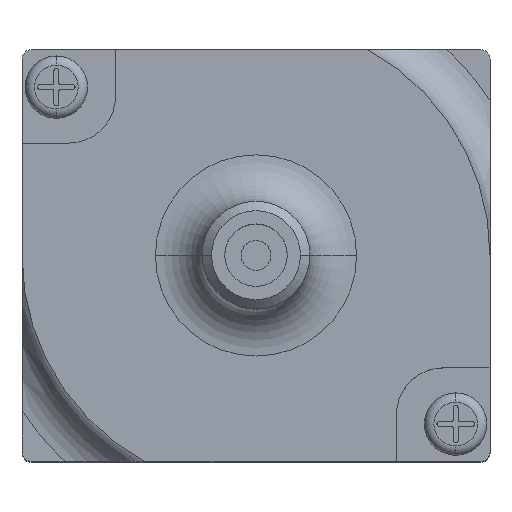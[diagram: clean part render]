
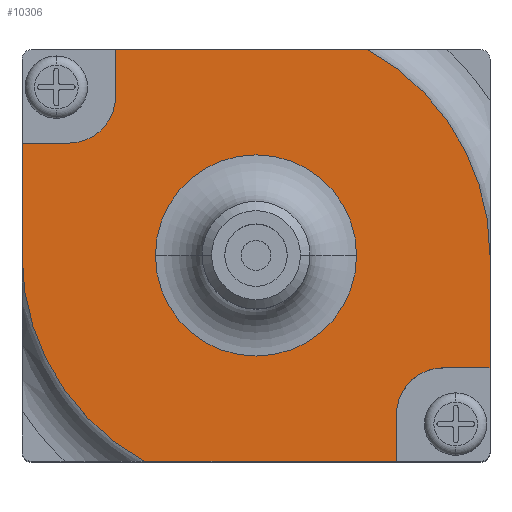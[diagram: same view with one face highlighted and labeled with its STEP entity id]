
A CAD part, top view. The second image highlights one B-rep face of the part: STEP entity #10306.
In plain terms, the highlighted planar face has unit normal (0, 0, 1).
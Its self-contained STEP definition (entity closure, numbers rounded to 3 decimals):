
#8211=DIRECTION('',(1.,0.,0.));
#8212=VECTOR('',#8211,1.5);
#8213=CARTESIAN_POINT('',(-7.5,3.6,0.));
#8214=LINE('',#8213,#8212);
#8215=CARTESIAN_POINT('',(-6.,5.1,0.));
#8216=DIRECTION('',(0.,0.,1.));
#8217=DIRECTION('',(0.,-1.,0.));
#8218=AXIS2_PLACEMENT_3D('',#8215,#8216,#8217);
#8220=DIRECTION('',(0.,-1.,0.));
#8221=VECTOR('',#8220,1.5);
#8222=CARTESIAN_POINT('',(-4.5,6.6,0.));
#8223=LINE('',#8222,#8221);
#8224=DIRECTION('',(1.,0.,0.));
#8225=VECTOR('',#8224,8.062);
#8226=CARTESIAN_POINT('',(-4.5,6.6,0.));
#8227=LINE('',#8226,#8225);
#8228=CARTESIAN_POINT('',(0.,0.,0.));
#8229=DIRECTION('',(0.,0.,1.));
#8230=DIRECTION('',(1.,0.,0.));
#8231=AXIS2_PLACEMENT_3D('',#8228,#8229,#8230);
#8233=DIRECTION('',(0.,-1.,0.));
#8234=VECTOR('',#8233,3.6);
#8235=CARTESIAN_POINT('',(7.5,0.,0.));
#8236=LINE('',#8235,#8234);
#8237=DIRECTION('',(-1.,0.,0.));
#8238=VECTOR('',#8237,1.5);
#8239=CARTESIAN_POINT('',(7.5,-3.6,0.));
#8240=LINE('',#8239,#8238);
#8241=CARTESIAN_POINT('',(6.,-5.1,0.));
#8242=DIRECTION('',(0.,0.,1.));
#8243=DIRECTION('',(0.,1.,0.));
#8244=AXIS2_PLACEMENT_3D('',#8241,#8242,#8243);
#8246=DIRECTION('',(0.,1.,0.));
#8247=VECTOR('',#8246,1.5);
#8248=CARTESIAN_POINT('',(4.5,-6.6,0.));
#8249=LINE('',#8248,#8247);
#8250=DIRECTION('',(-1.,0.,0.));
#8251=VECTOR('',#8250,8.062);
#8252=CARTESIAN_POINT('',(4.5,-6.6,0.));
#8253=LINE('',#8252,#8251);
#8254=CARTESIAN_POINT('',(0.,0.,0.));
#8255=DIRECTION('',(0.,0.,1.));
#8256=DIRECTION('',(-1.,0.,0.));
#8257=AXIS2_PLACEMENT_3D('',#8254,#8255,#8256);
#8259=DIRECTION('',(0.,1.,0.));
#8260=VECTOR('',#8259,3.6);
#8261=CARTESIAN_POINT('',(-7.5,0.,0.));
#8262=LINE('',#8261,#8260);
#8263=CARTESIAN_POINT('',(0.,0.,0.));
#8264=DIRECTION('',(0.,0.,-1.));
#8265=DIRECTION('',(-1.,0.,0.));
#8266=AXIS2_PLACEMENT_3D('',#8263,#8264,#8265);
#8268=CARTESIAN_POINT('',(0.,0.,0.));
#8269=DIRECTION('',(0.,0.,-1.));
#8270=DIRECTION('',(1.,0.,0.));
#8271=AXIS2_PLACEMENT_3D('',#8268,#8269,#8270);
#9901=CARTESIAN_POINT('',(-7.5,0.,0.));
#9902=CARTESIAN_POINT('',(-3.562,-6.6,0.));
#9903=VERTEX_POINT('',#9901);
#9904=VERTEX_POINT('',#9902);
#9905=CARTESIAN_POINT('',(7.5,0.,0.));
#9906=CARTESIAN_POINT('',(3.562,6.6,0.));
#9907=VERTEX_POINT('',#9905);
#9908=VERTEX_POINT('',#9906);
#9921=CARTESIAN_POINT('',(4.5,-6.6,0.));
#9922=VERTEX_POINT('',#9921);
#9927=CARTESIAN_POINT('',(-7.5,3.6,0.));
#9928=VERTEX_POINT('',#9927);
#9933=CARTESIAN_POINT('',(-4.5,6.6,0.));
#9934=VERTEX_POINT('',#9933);
#9939=CARTESIAN_POINT('',(7.5,-3.6,0.));
#9940=VERTEX_POINT('',#9939);
#9941=CARTESIAN_POINT('',(-6.,3.6,0.));
#9942=VERTEX_POINT('',#9941);
#9943=CARTESIAN_POINT('',(-4.5,5.1,0.));
#9944=VERTEX_POINT('',#9943);
#9945=CARTESIAN_POINT('',(6.,-3.6,0.));
#9946=VERTEX_POINT('',#9945);
#9947=CARTESIAN_POINT('',(4.5,-5.1,0.));
#9948=VERTEX_POINT('',#9947);
#9997=CARTESIAN_POINT('',(-3.225,0.,0.));
#9998=CARTESIAN_POINT('',(3.225,0.,0.));
#9999=VERTEX_POINT('',#9997);
#10000=VERTEX_POINT('',#9998);
#10271=CARTESIAN_POINT('',(0.,0.,0.));
#10272=DIRECTION('',(0.,0.,1.));
#10273=DIRECTION('',(-1.,0.,0.));
#10274=AXIS2_PLACEMENT_3D('',#10271,#10272,#10273);
#10275=PLANE('',#10274);
#10277=ORIENTED_EDGE('',*,*,#10276,.T.);
#10279=ORIENTED_EDGE('',*,*,#10278,.T.);
#10281=ORIENTED_EDGE('',*,*,#10280,.F.);
#10283=ORIENTED_EDGE('',*,*,#10282,.T.);
#10285=ORIENTED_EDGE('',*,*,#10284,.F.);
#10287=ORIENTED_EDGE('',*,*,#10286,.T.);
#10289=ORIENTED_EDGE('',*,*,#10288,.T.);
#10291=ORIENTED_EDGE('',*,*,#10290,.T.);
#10293=ORIENTED_EDGE('',*,*,#10292,.F.);
#10295=ORIENTED_EDGE('',*,*,#10294,.T.);
#10297=ORIENTED_EDGE('',*,*,#10296,.F.);
#10299=ORIENTED_EDGE('',*,*,#10298,.T.);
#10300=EDGE_LOOP('',(#10277,#10279,#10281,#10283,#10285,#10287,#10289,#10291,
#10293,#10295,#10297,#10299));
#10301=FACE_OUTER_BOUND('',#10300,.F.);
#10302=ORIENTED_EDGE('',*,*,#10253,.F.);
#10303=ORIENTED_EDGE('',*,*,#10238,.F.);
#10304=EDGE_LOOP('',(#10302,#10303));
#10305=FACE_BOUND('',#10304,.F.);
#10306=ADVANCED_FACE('',(#10301,#10305),#10275,.T.);
#8219=CIRCLE('',#8218,1.5);
#8232=CIRCLE('',#8231,7.5);
#8245=CIRCLE('',#8244,1.5);
#8258=CIRCLE('',#8257,7.5);
#8267=CIRCLE('',#8266,3.225);
#8272=CIRCLE('',#8271,3.225);
#10238=EDGE_CURVE('',#10000,#9999,#8272,.T.);
#10253=EDGE_CURVE('',#9999,#10000,#8267,.T.);
#10276=EDGE_CURVE('',#9928,#9942,#8214,.T.);
#10278=EDGE_CURVE('',#9942,#9944,#8219,.T.);
#10280=EDGE_CURVE('',#9934,#9944,#8223,.T.);
#10282=EDGE_CURVE('',#9934,#9908,#8227,.T.);
#10284=EDGE_CURVE('',#9907,#9908,#8232,.T.);
#10286=EDGE_CURVE('',#9907,#9940,#8236,.T.);
#10288=EDGE_CURVE('',#9940,#9946,#8240,.T.);
#10290=EDGE_CURVE('',#9946,#9948,#8245,.T.);
#10292=EDGE_CURVE('',#9922,#9948,#8249,.T.);
#10294=EDGE_CURVE('',#9922,#9904,#8253,.T.);
#10296=EDGE_CURVE('',#9903,#9904,#8258,.T.);
#10298=EDGE_CURVE('',#9903,#9928,#8262,.T.);
